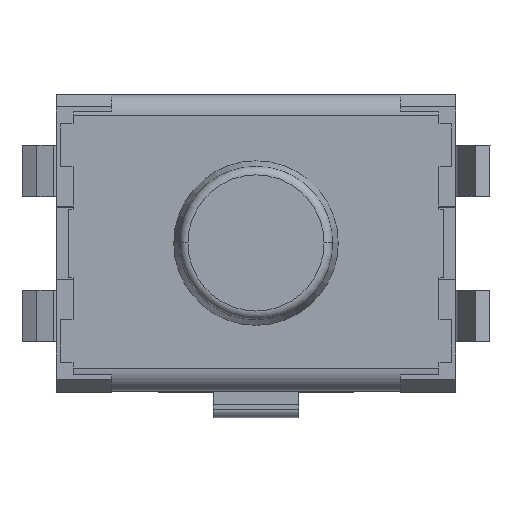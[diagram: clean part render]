
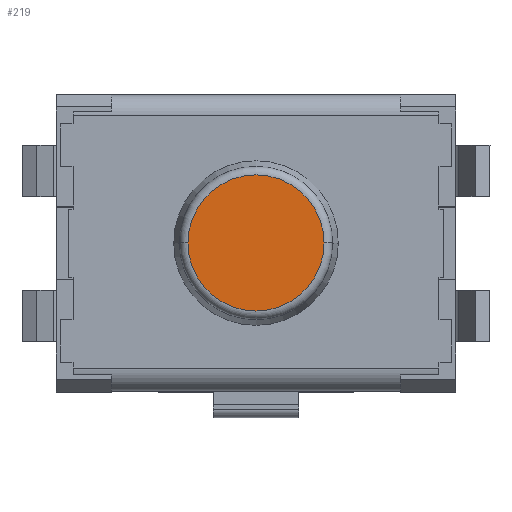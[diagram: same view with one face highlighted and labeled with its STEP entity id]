
A CAD part, top view. The second image highlights one B-rep face of the part: STEP entity #219.
In plain terms, the highlighted planar face has unit normal (0, 0, 1).
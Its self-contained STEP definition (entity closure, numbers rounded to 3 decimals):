
#182 = EDGE_CURVE ( 'NONE', #8571, #8577, #3283, .T. ) ;
#184 = EDGE_CURVE ( 'NONE', #8577, #8571, #3285, .T. ) ;
#219 = ADVANCED_FACE ( 'NONE', ( #3576 ), #2954, .T. ) ;
#2842 = CARTESIAN_POINT ( 'NONE',  ( -1.434, 0.682, 0.85 ) ) ;
#2843 = DIRECTION ( 'NONE',  ( 0., 0., -1. ) ) ;
#2844 = DIRECTION ( 'NONE',  ( 1., 0., 0. ) ) ;
#2848 = CARTESIAN_POINT ( 'NONE',  ( -1.434, 0.682, 0.85 ) ) ;
#2849 = DIRECTION ( 'NONE',  ( 0., 0., -1. ) ) ;
#2850 = DIRECTION ( 'NONE',  ( 1., 0., 0. ) ) ;
#2954 = PLANE ( 'NONE',  #3579 ) ;
#2955 = CARTESIAN_POINT ( 'NONE',  ( -0.624, -0.127, 0.85 ) ) ;
#2956 = DIRECTION ( 'NONE',  ( 0., 0., 1. ) ) ;
#2957 = DIRECTION ( 'NONE',  ( 0., 1., 0. ) ) ;
#3283 = CIRCLE ( 'NONE', #3521, 0.8 ) ;
#3285 = CIRCLE ( 'NONE', #3537, 0.8 ) ;
#3521 = AXIS2_PLACEMENT_3D ( 'NONE', #2842, #2843, #2844 ) ;
#3537 = AXIS2_PLACEMENT_3D ( 'NONE', #2848, #2849, #2850 ) ;
#3576 = FACE_OUTER_BOUND ( 'NONE', #7654, .T. ) ;
#3579 = AXIS2_PLACEMENT_3D ( 'NONE', #2955, #2956, #2957 ) ;
#7448 = CARTESIAN_POINT ( 'NONE',  ( -2.234, 0.682, 0.85 ) ) ;
#7454 = CARTESIAN_POINT ( 'NONE',  ( -0.634, 0.682, 0.85 ) ) ;
#7654 = EDGE_LOOP ( 'NONE', ( #7706, #7681 ) ) ;
#7681 = ORIENTED_EDGE ( 'NONE', *, *, #182, .F. ) ;
#7706 = ORIENTED_EDGE ( 'NONE', *, *, #184, .F. ) ;
#8571 = VERTEX_POINT ( 'NONE', #7448 ) ;
#8577 = VERTEX_POINT ( 'NONE', #7454 ) ;
